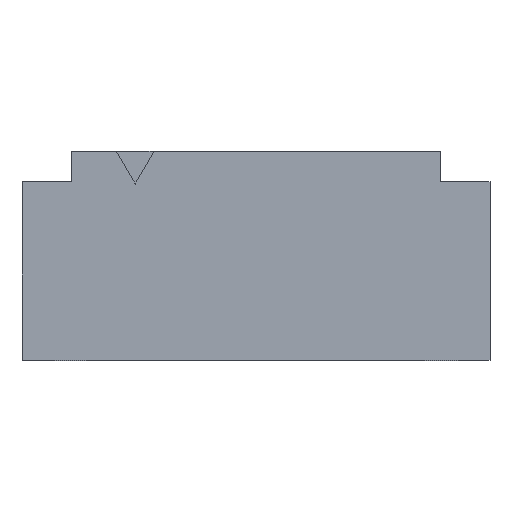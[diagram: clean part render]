
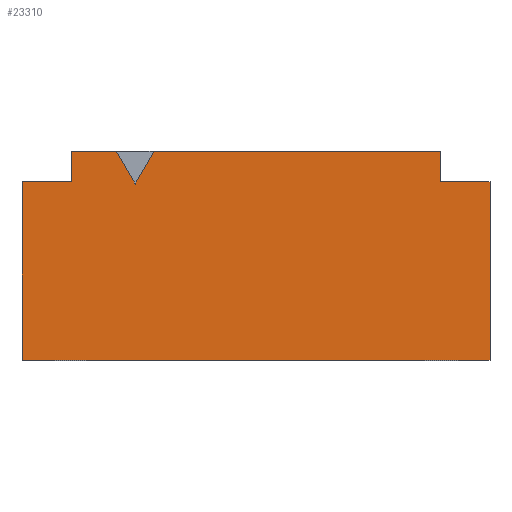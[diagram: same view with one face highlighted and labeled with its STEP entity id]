
A CAD part, top view. The second image highlights one B-rep face of the part: STEP entity #23310.
In plain terms, the highlighted planar face has unit normal (0, 0, 1).
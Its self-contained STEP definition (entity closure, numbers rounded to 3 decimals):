
#4850=CARTESIAN_POINT('',(18.65,-0.75,5.65));
#4860=VERTEX_POINT('',#4850);
#4940=CARTESIAN_POINT('',(18.9,-1.183,5.65));
#4950=VERTEX_POINT('',#4940);
#4980=CARTESIAN_POINT('',(20.007,-3.1,
5.65));
#4990=DIRECTION('',(-0.5,0.866,-0.));
#5000=VECTOR('',#4990,1.);
#5010=LINE('',#4980,#5000);
#5020=EDGE_CURVE('',#4950,#4860,#5010,.T.);
#6710=CARTESIAN_POINT('',(19.15,-0.75,5.65));
#6720=VERTEX_POINT('',#6710);
#6750=CARTESIAN_POINT('',(17.793,-3.1,
5.65));
#6760=DIRECTION('',(-0.5,-0.866,0.));
#6770=VECTOR('',#6760,1.);
#6780=LINE('',#6750,#6770);
#6790=EDGE_CURVE('',#6720,#4950,#6780,.T.);
#7780=CARTESIAN_POINT('',(18.05,-1.15,5.65));
#7790=VERTEX_POINT('',#7780);
#7820=CARTESIAN_POINT('',(17.48,-1.15,5.65));
#7830=DIRECTION('',(-1.,0.,0.));
#7840=VECTOR('',#7830,1.);
#7850=LINE('',#7820,#7840);
#7860=CARTESIAN_POINT('',(17.4,-1.15,5.65));
#7870=VERTEX_POINT('',#7860);
#7880=EDGE_CURVE('',#7790,#7870,#7850,.T.);
#9090=CARTESIAN_POINT('',(18.05,-0.75,5.65));
#9100=VERTEX_POINT('',#9090);
#9130=CARTESIAN_POINT('',(18.05,-3.1,5.65));
#9140=DIRECTION('',(0.,1.,0.));
#9150=VECTOR('',#9140,1.);
#9160=LINE('',#9130,#9150);
#9170=EDGE_CURVE('',#7790,#9100,#9160,.T.);
#13600=CARTESIAN_POINT('',(17.4,-1.15,5.65));
#13610=DIRECTION('',(0.,-1.,0.));
#13620=VECTOR('',#13610,1.);
#13630=LINE('',#13600,#13620);
#13640=CARTESIAN_POINT('',(17.4,-3.52,5.65));
#13650=VERTEX_POINT('',#13640);
#13660=EDGE_CURVE('',#7870,#13650,#13630,.T.);
#22750=CARTESIAN_POINT('',(27.3,-2.26,5.65));
#22760=DIRECTION('',(-0.,-0.,-1.));
#22770=DIRECTION('',(0.,-1.,0.));
#22780=AXIS2_PLACEMENT_3D('',#22750,#22760,#22770);
#22790=PLANE('',#22780);
#22800=CARTESIAN_POINT('',(22.95,-3.1,
5.65));
#22810=DIRECTION('',(0.,1.,0.));
#22820=VECTOR('',#22810,1.);
#22830=LINE('',#22800,#22820);
#22840=CARTESIAN_POINT('',(22.95,-1.15,
5.65));
#22850=VERTEX_POINT('',#22840);
#22860=CARTESIAN_POINT('',(22.95,-0.75,
5.65));
#22870=VERTEX_POINT('',#22860);
#22880=EDGE_CURVE('',#22850,#22870,#22830,.T.);
#22890=ORIENTED_EDGE('',*,*,#22880,.T.);
#22900=CARTESIAN_POINT('',(23.52,-1.15,
5.65));
#22910=DIRECTION('',(1.,0.,0.));
#22920=VECTOR('',#22910,1.);
#22930=LINE('',#22900,#22920);
#22940=CARTESIAN_POINT('',(23.6,-1.15,
5.65));
#22950=VERTEX_POINT('',#22940);
#22960=EDGE_CURVE('',#22850,#22950,#22930,.T.);
#22970=ORIENTED_EDGE('',*,*,#22960,.F.);
#22980=CARTESIAN_POINT('',(23.6,-1.15,
5.65));
#22990=DIRECTION('',(0.,-1.,0.));
#23000=VECTOR('',#22990,1.);
#23010=LINE('',#22980,#23000);
#23020=CARTESIAN_POINT('',(23.6,-3.52,
5.65));
#23030=VERTEX_POINT('',#23020);
#23040=EDGE_CURVE('',#22950,#23030,#23010,.T.);
#23050=ORIENTED_EDGE('',*,*,#23040,.F.);
#23060=CARTESIAN_POINT('',(20.1,-3.52,
5.65));
#23070=DIRECTION('',(-1.,0.,0.));
#23080=VECTOR('',#23070,1.);
#23090=LINE('',#23060,#23080);
#23100=EDGE_CURVE('',#23030,#13650,#23090,.T.);
#23110=ORIENTED_EDGE('',*,*,#23100,.F.);
#23120=ORIENTED_EDGE('',*,*,#13660,.T.);
#23130=ORIENTED_EDGE('',*,*,#7880,.T.);
#23140=ORIENTED_EDGE('',*,*,#9170,.F.);
#23150=CARTESIAN_POINT('',(18.5,-0.75,5.65));
#23160=DIRECTION('',(-1.,0.,0.));
#23170=VECTOR('',#23160,1.);
#23180=LINE('',#23150,#23170);
#23190=EDGE_CURVE('',#4860,#9100,#23180,.T.);
#23200=ORIENTED_EDGE('',*,*,#23190,.T.);
#23210=ORIENTED_EDGE('',*,*,#5020,.T.);
#23220=ORIENTED_EDGE('',*,*,#6790,.T.);
#23230=CARTESIAN_POINT('',(22.5,-0.75,
5.65));
#23240=DIRECTION('',(-1.,0.,0.));
#23250=VECTOR('',#23240,1.);
#23260=LINE('',#23230,#23250);
#23270=EDGE_CURVE('',#22870,#6720,#23260,.T.);
#23280=ORIENTED_EDGE('',*,*,#23270,.T.);
#23290=EDGE_LOOP('',(#23280,#23220,#23210,#23200,#23140,#23130,#23120,
#23110,#23050,#22970,#22890));
#23300=FACE_OUTER_BOUND('',#23290,.T.);
#23310=ADVANCED_FACE('',(#23300),#22790,.F.);
